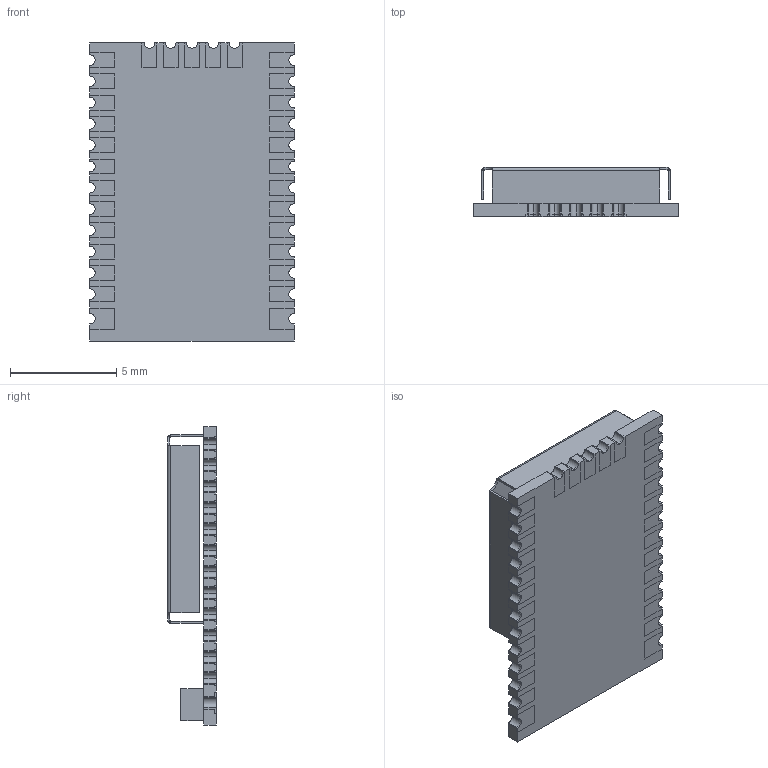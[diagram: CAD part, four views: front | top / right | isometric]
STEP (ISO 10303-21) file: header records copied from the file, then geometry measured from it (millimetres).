
FILE_DESCRIPTION (( 'STEP AP214' ), '1' );
FILE_NAME ('CAM-M8Q-0.STEP', '2018-08-23T16:43:29', ( '' ), ( '' ), 'SwSTEP 2.0', 'SolidWorks 2017', '' );
FILE_SCHEMA (( 'AUTOMOTIVE_DESIGN' ));
Length unit declared in the file: millimetre
Products named in the file (1): CAM-M8Q-0
Bounding box: 9.6 x 2.3 x 14 mm (x, y, z)
Volume: 96 mm3; surface area: 670.4 mm2
Topology: 36 solids, 36 shells, 628 faces, 1644 edges, 1088 vertices
Faces by surface type: plane 465, cylinder 163
Entity records: 19635 total; most frequent: CARTESIAN_POINT 3505, ORIENTED_EDGE 3288, DIRECTION 3204, EDGE_CURVE 1644, VECTOR 1310, LINE 1310, VERTEX_POINT 1088, AXIS2_PLACEMENT_3D 947
